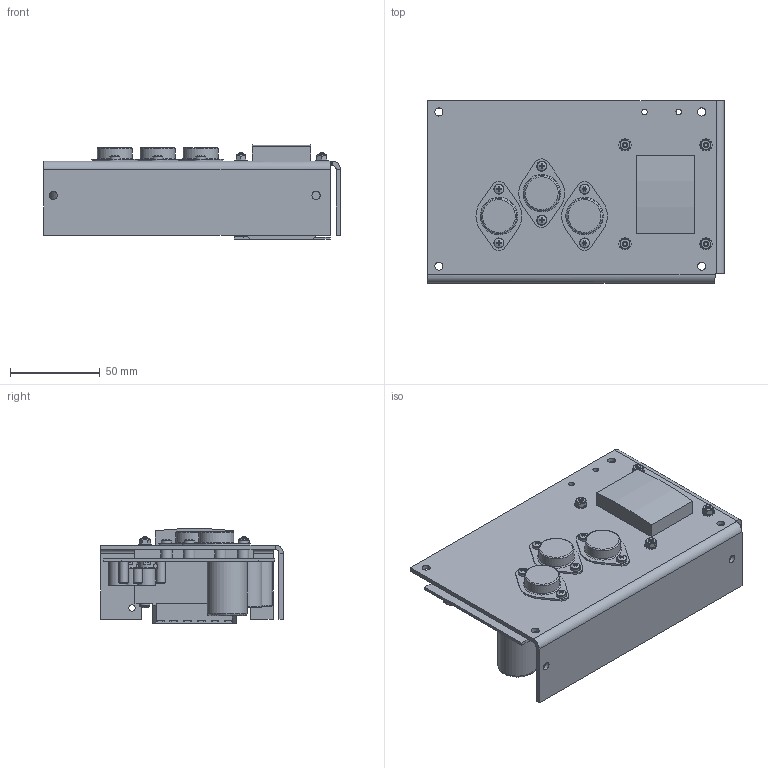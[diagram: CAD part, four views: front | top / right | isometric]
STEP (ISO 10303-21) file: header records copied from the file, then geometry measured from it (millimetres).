
FILE_DESCRIPTION (( 'STEP AP214' ), '1' );
FILE_NAME ('IHTAA-16W.STEP', '2023-05-10T17:51:26', ( '' ), ( '' ), 'SwSTEP 2.0', 'SolidWorks 2021', '' );
FILE_SCHEMA (( 'AUTOMOTIVE_DESIGN' ));
Length unit declared in the file: inch
Products named in the file (1): IHTAA-16W
Bounding box: 165.1 x 101.6 x 52.61 mm (x, y, z)
Volume: 252533.3 mm3; surface area: 108072.7 mm2
Topology: 24 solids, 24 shells, 1165 faces, 2958 edges, 1920 vertices
Faces by surface type: plane 765, cylinder 261, bspline 93, cone 46
Full cylindrical faces by diameter (mm): 2 x5, 2.5 x4, 2.923 x18, 3 x14, 3.15 x2, 3.3 x12, 3.5 x1, 4 x5, 4.5 x8, 5.1 x3, 5.6 x10, 6.35 x6, 10 x3, 13 x2, 16.18 x1, 19.5 x3, 22.3 x1
Entity records: 39684 total; most frequent: CARTESIAN_POINT 12282, ORIENTED_EDGE 5560, DIRECTION 5174, EDGE_CURVE 2780, VERTEX_POINT 1885, LINE 1840, VECTOR 1840, AXIS2_PLACEMENT_3D 1667
